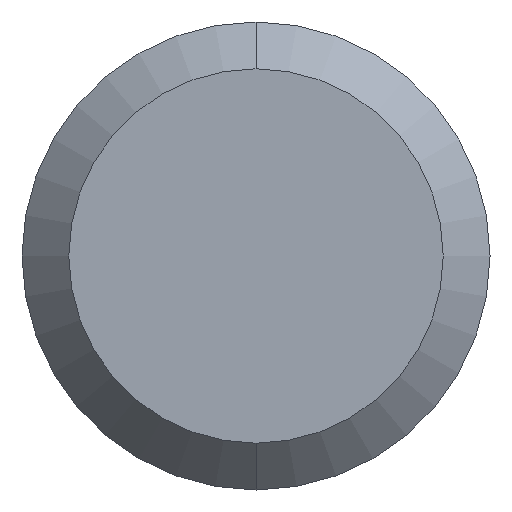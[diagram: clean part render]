
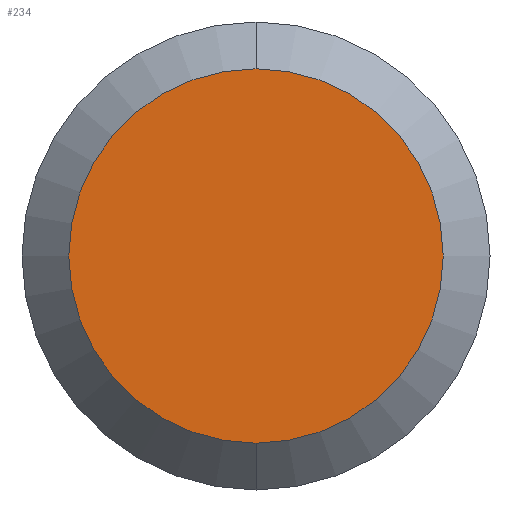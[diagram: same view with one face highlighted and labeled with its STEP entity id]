
A CAD part, front view. The second image highlights one B-rep face of the part: STEP entity #234.
In plain terms, the highlighted planar face has unit normal (0, -1, 0).
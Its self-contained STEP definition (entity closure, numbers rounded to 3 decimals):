
#5 = DIRECTION ( 'NONE',  ( 0., -1., 0. ) ) ;
#8 = EDGE_CURVE ( 'NONE', #221, #57, #16, .T. ) ;
#16 = CIRCLE ( 'NONE', #163, 3.2 ) ;
#23 = CIRCLE ( 'NONE', #36, 3.2 ) ;
#24 = EDGE_CURVE ( 'NONE', #57, #221, #23, .T. ) ;
#28 = DIRECTION ( 'NONE',  ( 0., 0., 1. ) ) ;
#36 = AXIS2_PLACEMENT_3D ( 'NONE', #62, #144, #196 ) ;
#39 = EDGE_LOOP ( 'NONE', ( #67, #154 ) ) ;
#44 = CARTESIAN_POINT ( 'NONE',  ( 0., 0., 0. ) ) ;
#53 = CARTESIAN_POINT ( 'NONE',  ( 0., 0., 0. ) ) ;
#57 = VERTEX_POINT ( 'NONE', #227 ) ;
#62 = CARTESIAN_POINT ( 'NONE',  ( 0., 0., 0. ) ) ;
#67 = ORIENTED_EDGE ( 'NONE', *, *, #8, .T. ) ;
#107 = FACE_OUTER_BOUND ( 'NONE', #39, .T. ) ;
#134 = DIRECTION ( 'NONE',  ( 0., 1., 0. ) ) ;
#144 = DIRECTION ( 'NONE',  ( 0., -1., 0. ) ) ;
#154 = ORIENTED_EDGE ( 'NONE', *, *, #24, .T. ) ;
#163 = AXIS2_PLACEMENT_3D ( 'NONE', #44, #5, #28 ) ;
#171 = PLANE ( 'NONE',  #209 ) ;
#196 = DIRECTION ( 'NONE',  ( 0., 0., 1. ) ) ;
#209 = AXIS2_PLACEMENT_3D ( 'NONE', #53, #134, #219 ) ;
#219 = DIRECTION ( 'NONE',  ( 0., 0., 1. ) ) ;
#221 = VERTEX_POINT ( 'NONE', #236 ) ;
#227 = CARTESIAN_POINT ( 'NONE',  ( 0., 0., -3.2 ) ) ;
#234 = ADVANCED_FACE ( 'NONE', ( #107 ), #171, .F. ) ;
#236 = CARTESIAN_POINT ( 'NONE',  ( 0., 0., 3.2 ) ) ;
